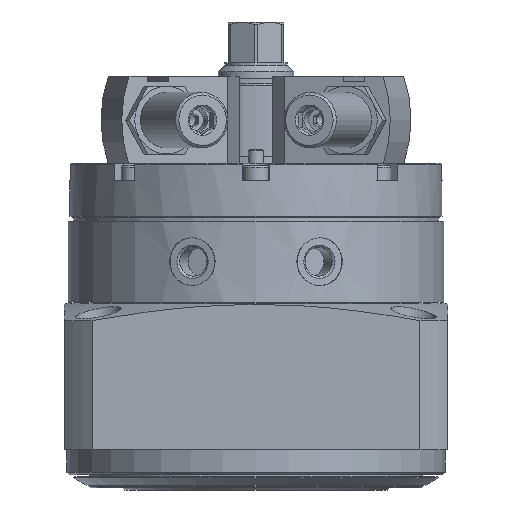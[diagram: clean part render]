
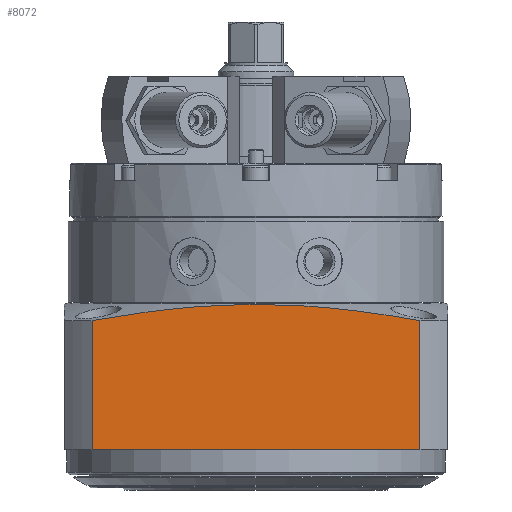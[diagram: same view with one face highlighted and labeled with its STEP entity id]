
A CAD part, front view. The second image highlights one B-rep face of the part: STEP entity #8072.
In plain terms, the highlighted planar face has unit normal (0, -1, 0).
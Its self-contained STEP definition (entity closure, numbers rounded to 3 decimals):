
#194=PLANE('',#10172);
#541=LINE('',#14224,#1100);
#542=LINE('',#14226,#1101);
#543=LINE('',#14228,#1102);
#1100=VECTOR('',#11328,1000.);
#1101=VECTOR('',#11331,1000.);
#1102=VECTOR('',#11332,1000.);
#1621=B_SPLINE_CURVE_WITH_KNOTS('',3,(#14091,#14092,#14093,#14094,#14095,
#14096,#14097,#14098,#14099,#14100),.UNSPECIFIED.,.F.,.F.,(4,1,1,1,1,1,
1,4),(0.133,0.166,0.182,0.198,
0.215,0.231,0.247,0.263),
 .UNSPECIFIED.);
#1787=ORIENTED_EDGE('',*,*,#3925,.F.);
#1788=ORIENTED_EDGE('',*,*,#3947,.F.);
#1789=ORIENTED_EDGE('',*,*,#3948,.T.);
#1790=ORIENTED_EDGE('',*,*,#3949,.T.);
#3925=EDGE_CURVE('',#5008,#5009,#1621,.T.);
#3947=EDGE_CURVE('',#5027,#5008,#541,.T.);
#3948=EDGE_CURVE('',#5027,#5028,#542,.T.);
#3949=EDGE_CURVE('',#5028,#5009,#543,.T.);
#5008=VERTEX_POINT('',#14090);
#5009=VERTEX_POINT('',#14101);
#5027=VERTEX_POINT('',#14223);
#5028=VERTEX_POINT('',#14227);
#6226=EDGE_LOOP('',(#1787,#1788,#1789,#1790));
#7071=FACE_BOUND('',#6226,.T.);
#8072=ADVANCED_FACE('',(#7071),#194,.T.);
#10172=AXIS2_PLACEMENT_3D('',#14225,#11329,#11330);
#11328=DIRECTION('',(0.,0.,1.));
#11329=DIRECTION('',(0.,-1.,0.));
#11330=DIRECTION('',(0.,0.,-1.));
#11331=DIRECTION('',(1.,0.,0.));
#11332=DIRECTION('',(0.,0.,1.));
#14090=CARTESIAN_POINT('',(-64.992,-76.,-62.333));
#14091=CARTESIAN_POINT('',(-64.992,-76.,-62.333));
#14092=CARTESIAN_POINT('',(-54.33,-76.,-60.476));
#14093=CARTESIAN_POINT('',(-38.269,-76.,-58.062));
#14094=CARTESIAN_POINT('',(-16.61,-76.,-56.235));
#14095=CARTESIAN_POINT('',(-0.202,-76.,-55.74));
#14096=CARTESIAN_POINT('',(16.354,-76.,-56.218));
#14097=CARTESIAN_POINT('',(32.684,-76.,-57.585));
#14098=CARTESIAN_POINT('',(48.896,-76.,-59.662));
#14099=CARTESIAN_POINT('',(59.635,-76.,-61.4));
#14100=CARTESIAN_POINT('',(64.992,-76.,-62.333));
#14101=CARTESIAN_POINT('',(64.992,-76.,-62.333));
#14223=CARTESIAN_POINT('',(-64.992,-76.,-113.5));
#14224=CARTESIAN_POINT('',(-64.992,-76.,-113.5));
#14225=CARTESIAN_POINT('',(-64.992,-76.,-113.5));
#14226=CARTESIAN_POINT('',(-64.992,-76.,-113.5));
#14227=CARTESIAN_POINT('',(64.992,-76.,-113.5));
#14228=CARTESIAN_POINT('',(64.992,-76.,-113.5));
